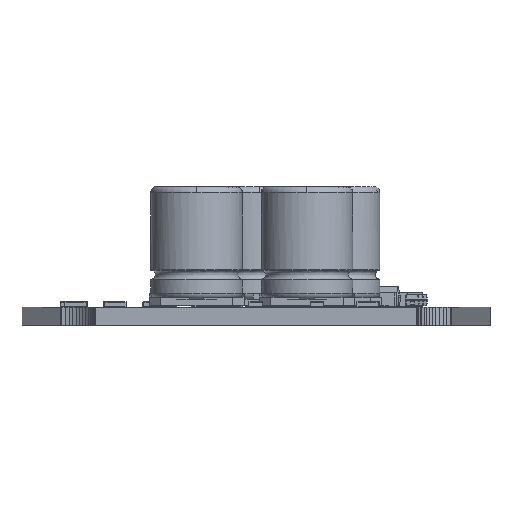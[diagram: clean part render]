
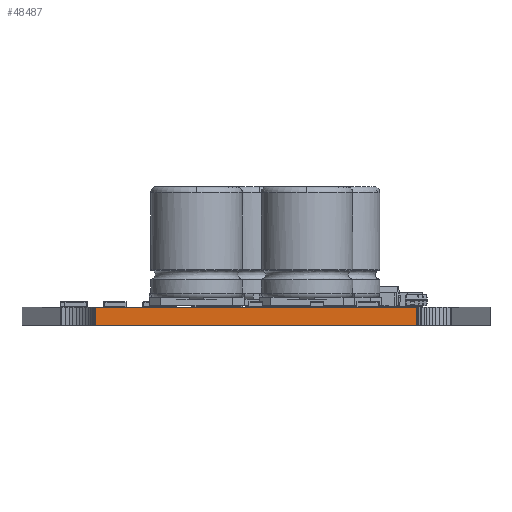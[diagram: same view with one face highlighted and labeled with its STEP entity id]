
A CAD part, front view. The second image highlights one B-rep face of the part: STEP entity #48487.
In plain terms, the highlighted planar face has unit normal (0, -1, 0).
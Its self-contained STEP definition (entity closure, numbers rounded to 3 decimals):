
#40674 = PLANE('',#40675);
#40675 = AXIS2_PLACEMENT_3D('',#40676,#40677,#40678);
#40676 = CARTESIAN_POINT('',(152.648,-89.12,1.58));
#40677 = DIRECTION('',(-0.,-0.,-1.));
#40678 = DIRECTION('',(-1.,0.,0.));
#40728 = PLANE('',#40729);
#40729 = AXIS2_PLACEMENT_3D('',#40730,#40731,#40732);
#40730 = CARTESIAN_POINT('',(152.648,-89.12,0.));
#40731 = DIRECTION('',(-0.,-0.,-1.));
#40732 = DIRECTION('',(-1.,0.,0.));
#41481 = VERTEX_POINT('',#41482);
#41482 = CARTESIAN_POINT('',(166.687,-133.097,0.));
#41496 = PLANE('',#41497);
#41497 = AXIS2_PLACEMENT_3D('',#41498,#41499,#41500);
#41498 = CARTESIAN_POINT('',(166.706,-132.766,0.));
#41499 = DIRECTION('',(0.998,-0.056,0.));
#41500 = DIRECTION('',(-0.056,-0.998,0.));
#41508 = EDGE_CURVE('',#41481,#41509,#41511,.T.);
#41509 = VERTEX_POINT('',#41510);
#41510 = CARTESIAN_POINT('',(138.62,-133.095,0.));
#41511 = SURFACE_CURVE('',#41512,(#41516,#41523),.PCURVE_S1.);
#41512 = LINE('',#41513,#41514);
#41513 = CARTESIAN_POINT('',(166.687,-133.097,0.));
#41514 = VECTOR('',#41515,1.);
#41515 = DIRECTION('',(-1.,0.,0.));
#41516 = PCURVE('',#40728,#41517);
#41517 = DEFINITIONAL_REPRESENTATION('',(#41518),#41522);
#41518 = LINE('',#41519,#41520);
#41519 = CARTESIAN_POINT('',(-14.039,-43.977));
#41520 = VECTOR('',#41521,1.);
#41521 = DIRECTION('',(1.,0.));
#41522 = ( GEOMETRIC_REPRESENTATION_CONTEXT(2) 
PARAMETRIC_REPRESENTATION_CONTEXT() REPRESENTATION_CONTEXT('2D SPACE',''
  ) );
#41523 = PCURVE('',#41524,#41529);
#41524 = PLANE('',#41525);
#41525 = AXIS2_PLACEMENT_3D('',#41526,#41527,#41528);
#41526 = CARTESIAN_POINT('',(166.687,-133.097,0.));
#41527 = DIRECTION('',(0.,-1.,0.));
#41528 = DIRECTION('',(-1.,0.,0.));
#41529 = DEFINITIONAL_REPRESENTATION('',(#41530),#41534);
#41530 = LINE('',#41531,#41532);
#41531 = CARTESIAN_POINT('',(0.,0.));
#41532 = VECTOR('',#41533,1.);
#41533 = DIRECTION('',(1.,0.));
#41534 = ( GEOMETRIC_REPRESENTATION_CONTEXT(2) 
PARAMETRIC_REPRESENTATION_CONTEXT() REPRESENTATION_CONTEXT('2D SPACE',''
  ) );
#41552 = PLANE('',#41553);
#41553 = AXIS2_PLACEMENT_3D('',#41554,#41555,#41556);
#41554 = CARTESIAN_POINT('',(138.62,-133.095,0.));
#41555 = DIRECTION('',(-0.998,-0.056,0.));
#41556 = DIRECTION('',(-0.056,0.998,0.));
#44879 = VERTEX_POINT('',#44880);
#44880 = CARTESIAN_POINT('',(166.687,-133.097,1.58));
#44901 = EDGE_CURVE('',#44879,#44902,#44904,.T.);
#44902 = VERTEX_POINT('',#44903);
#44903 = CARTESIAN_POINT('',(138.62,-133.095,1.58));
#44904 = SURFACE_CURVE('',#44905,(#44909,#44916),.PCURVE_S1.);
#44905 = LINE('',#44906,#44907);
#44906 = CARTESIAN_POINT('',(166.687,-133.097,1.58));
#44907 = VECTOR('',#44908,1.);
#44908 = DIRECTION('',(-1.,0.,0.));
#44909 = PCURVE('',#40674,#44910);
#44910 = DEFINITIONAL_REPRESENTATION('',(#44911),#44915);
#44911 = LINE('',#44912,#44913);
#44912 = CARTESIAN_POINT('',(-14.039,-43.977));
#44913 = VECTOR('',#44914,1.);
#44914 = DIRECTION('',(1.,0.));
#44915 = ( GEOMETRIC_REPRESENTATION_CONTEXT(2) 
PARAMETRIC_REPRESENTATION_CONTEXT() REPRESENTATION_CONTEXT('2D SPACE',''
  ) );
#44916 = PCURVE('',#41524,#44917);
#44917 = DEFINITIONAL_REPRESENTATION('',(#44918),#44922);
#44918 = LINE('',#44919,#44920);
#44919 = CARTESIAN_POINT('',(0.,-1.58));
#44920 = VECTOR('',#44921,1.);
#44921 = DIRECTION('',(1.,0.));
#44922 = ( GEOMETRIC_REPRESENTATION_CONTEXT(2) 
PARAMETRIC_REPRESENTATION_CONTEXT() REPRESENTATION_CONTEXT('2D SPACE',''
  ) );
#48439 = EDGE_CURVE('',#41481,#44879,#48440,.T.);
#48440 = SURFACE_CURVE('',#48441,(#48445,#48452),.PCURVE_S1.);
#48441 = LINE('',#48442,#48443);
#48442 = CARTESIAN_POINT('',(166.687,-133.097,0.));
#48443 = VECTOR('',#48444,1.);
#48444 = DIRECTION('',(0.,0.,1.));
#48445 = PCURVE('',#41496,#48446);
#48446 = DEFINITIONAL_REPRESENTATION('',(#48447),#48451);
#48447 = LINE('',#48448,#48449);
#48448 = CARTESIAN_POINT('',(0.332,0.));
#48449 = VECTOR('',#48450,1.);
#48450 = DIRECTION('',(0.,-1.));
#48451 = ( GEOMETRIC_REPRESENTATION_CONTEXT(2) 
PARAMETRIC_REPRESENTATION_CONTEXT() REPRESENTATION_CONTEXT('2D SPACE',''
  ) );
#48452 = PCURVE('',#41524,#48453);
#48453 = DEFINITIONAL_REPRESENTATION('',(#48454),#48458);
#48454 = LINE('',#48455,#48456);
#48455 = CARTESIAN_POINT('',(0.,0.));
#48456 = VECTOR('',#48457,1.);
#48457 = DIRECTION('',(0.,-1.));
#48458 = ( GEOMETRIC_REPRESENTATION_CONTEXT(2) 
PARAMETRIC_REPRESENTATION_CONTEXT() REPRESENTATION_CONTEXT('2D SPACE',''
  ) );
#48487 = ADVANCED_FACE('',(#48488),#41524,.T.);
#48488 = FACE_BOUND('',#48489,.T.);
#48489 = EDGE_LOOP('',(#48490,#48491,#48492,#48513));
#48490 = ORIENTED_EDGE('',*,*,#48439,.T.);
#48491 = ORIENTED_EDGE('',*,*,#44901,.T.);
#48492 = ORIENTED_EDGE('',*,*,#48493,.F.);
#48493 = EDGE_CURVE('',#41509,#44902,#48494,.T.);
#48494 = SURFACE_CURVE('',#48495,(#48499,#48506),.PCURVE_S1.);
#48495 = LINE('',#48496,#48497);
#48496 = CARTESIAN_POINT('',(138.62,-133.095,0.));
#48497 = VECTOR('',#48498,1.);
#48498 = DIRECTION('',(0.,0.,1.));
#48499 = PCURVE('',#41524,#48500);
#48500 = DEFINITIONAL_REPRESENTATION('',(#48501),#48505);
#48501 = LINE('',#48502,#48503);
#48502 = CARTESIAN_POINT('',(28.067,0.));
#48503 = VECTOR('',#48504,1.);
#48504 = DIRECTION('',(0.,-1.));
#48505 = ( GEOMETRIC_REPRESENTATION_CONTEXT(2) 
PARAMETRIC_REPRESENTATION_CONTEXT() REPRESENTATION_CONTEXT('2D SPACE',''
  ) );
#48506 = PCURVE('',#41552,#48507);
#48507 = DEFINITIONAL_REPRESENTATION('',(#48508),#48512);
#48508 = LINE('',#48509,#48510);
#48509 = CARTESIAN_POINT('',(0.,0.));
#48510 = VECTOR('',#48511,1.);
#48511 = DIRECTION('',(0.,-1.));
#48512 = ( GEOMETRIC_REPRESENTATION_CONTEXT(2) 
PARAMETRIC_REPRESENTATION_CONTEXT() REPRESENTATION_CONTEXT('2D SPACE',''
  ) );
#48513 = ORIENTED_EDGE('',*,*,#41508,.F.);
